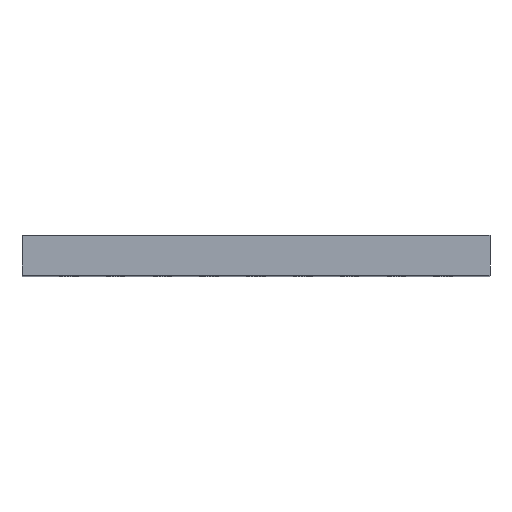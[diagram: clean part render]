
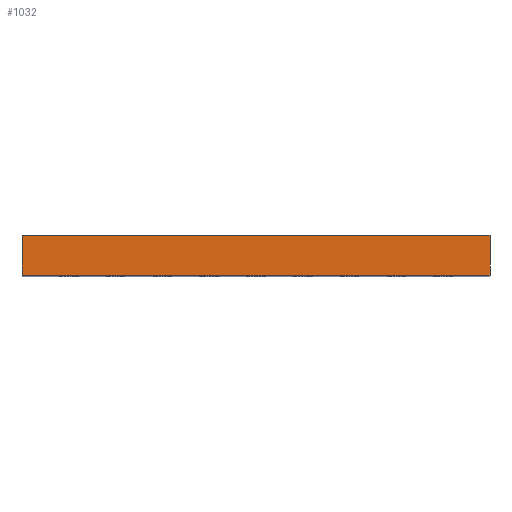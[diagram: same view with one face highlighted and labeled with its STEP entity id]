
A CAD part, top view. The second image highlights one B-rep face of the part: STEP entity #1032.
In plain terms, the highlighted planar face has unit normal (0, 0, 1).
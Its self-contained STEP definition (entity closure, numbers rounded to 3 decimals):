
#38 = VECTOR ( 'NONE', #460, 1000. ) ;
#387 = VERTEX_POINT ( 'NONE', #5616 ) ;
#409 = PLANE ( 'NONE',  #7120 ) ;
#460 = DIRECTION ( 'NONE',  ( 0., -1., 0. ) ) ;
#743 = EDGE_CURVE ( 'NONE', #3229, #387, #5710, .T. ) ;
#1032 = ADVANCED_FACE ( 'NONE', ( #7943 ), #409, .F. ) ;
#2858 = VECTOR ( 'NONE', #10551, 1000. ) ;
#3023 = ORIENTED_EDGE ( 'NONE', *, *, #743, .F. ) ;
#3229 = VERTEX_POINT ( 'NONE', #8680 ) ;
#3756 = CARTESIAN_POINT ( 'NONE',  ( -10., 0., 17. ) ) ;
#3966 = DIRECTION ( 'NONE',  ( 0., -1., 0. ) ) ;
#4074 = DIRECTION ( 'NONE',  ( 1., 0., 0. ) ) ;
#4663 = LINE ( 'NONE', #7169, #38 ) ;
#4861 = ORIENTED_EDGE ( 'NONE', *, *, #7959, .T. ) ;
#5587 = DIRECTION ( 'NONE',  ( -1., 0., 0. ) ) ;
#5616 = CARTESIAN_POINT ( 'NONE',  ( 10., 1.7, 17. ) ) ;
#5710 = LINE ( 'NONE', #8222, #10698 ) ;
#5998 = VERTEX_POINT ( 'NONE', #9485 ) ;
#6078 = EDGE_LOOP ( 'NONE', ( #4861, #8470, #3023, #8637 ) ) ;
#6616 = CARTESIAN_POINT ( 'NONE',  ( 10., 1.7, 17. ) ) ;
#6945 = EDGE_CURVE ( 'NONE', #387, #5998, #9876, .T. ) ;
#7116 = CARTESIAN_POINT ( 'NONE',  ( -10., 1.7, 17. ) ) ;
#7120 = AXIS2_PLACEMENT_3D ( 'NONE', #7116, #9648, #5587 ) ;
#7169 = CARTESIAN_POINT ( 'NONE',  ( -10., 1.7, 17. ) ) ;
#7235 = VECTOR ( 'NONE', #3966, 1000. ) ;
#7274 = EDGE_CURVE ( 'NONE', #3229, #7292, #4663, .T. ) ;
#7292 = VERTEX_POINT ( 'NONE', #10421 ) ;
#7943 = FACE_OUTER_BOUND ( 'NONE', #6078, .T. ) ;
#7959 = EDGE_CURVE ( 'NONE', #7292, #5998, #9438, .T. ) ;
#8222 = CARTESIAN_POINT ( 'NONE',  ( -10., 1.7, 17. ) ) ;
#8470 = ORIENTED_EDGE ( 'NONE', *, *, #6945, .F. ) ;
#8637 = ORIENTED_EDGE ( 'NONE', *, *, #7274, .T. ) ;
#8680 = CARTESIAN_POINT ( 'NONE',  ( -10., 1.7, 17. ) ) ;
#9438 = LINE ( 'NONE', #3756, #2858 ) ;
#9485 = CARTESIAN_POINT ( 'NONE',  ( 10., 0., 17. ) ) ;
#9648 = DIRECTION ( 'NONE',  ( 0., 0., -1. ) ) ;
#9876 = LINE ( 'NONE', #6616, #7235 ) ;
#10421 = CARTESIAN_POINT ( 'NONE',  ( -10., 0., 17. ) ) ;
#10551 = DIRECTION ( 'NONE',  ( 1., 0., 0. ) ) ;
#10698 = VECTOR ( 'NONE', #4074, 1000. ) ;
